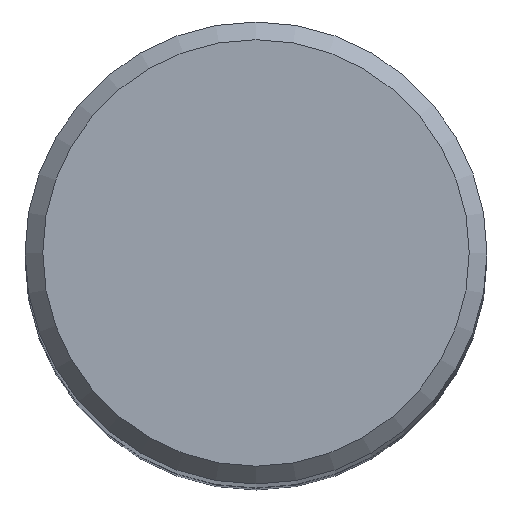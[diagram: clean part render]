
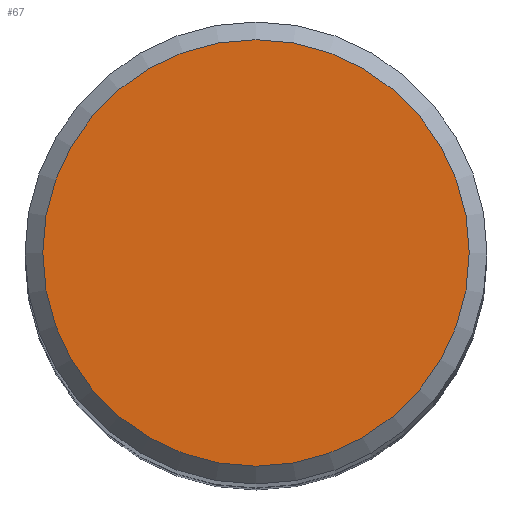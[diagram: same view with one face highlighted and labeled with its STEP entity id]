
A CAD part, top view. The second image highlights one B-rep face of the part: STEP entity #67.
In plain terms, the highlighted planar face has unit normal (0, 0, 1).
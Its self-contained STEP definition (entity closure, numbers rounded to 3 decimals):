
#67=ADVANCED_FACE('',(#82),#77,.T.);
#77=PLANE('',#166);
#82=FACE_OUTER_BOUND('',#88,.T.);
#88=EDGE_LOOP('',(#102));
#102=ORIENTED_EDGE('',*,*,#123,.F.);
#116=VERTEX_POINT('',#229);
#123=EDGE_CURVE('',#116,#116,#130,.T.);
#130=CIRCLE('',#165,3.664);
#165=AXIS2_PLACEMENT_3D('',#228,#190,#191);
#166=AXIS2_PLACEMENT_3D('',#230,#192,#193);
#190=DIRECTION('',(0.,0.,-1.));
#191=DIRECTION('',(-1.,0.,0.));
#192=DIRECTION('',(0.,0.,1.));
#193=DIRECTION('',(1.,0.,0.));
#228=CARTESIAN_POINT('',(0.,0.,36.));
#229=CARTESIAN_POINT('',(-3.664,0.,36.));
#230=CARTESIAN_POINT('',(3.664,0.,36.));
